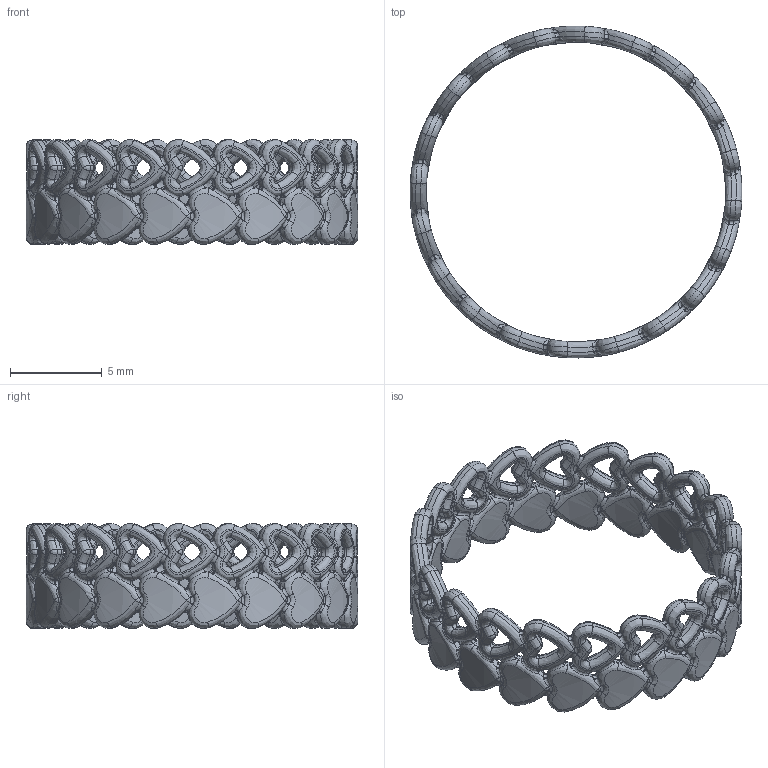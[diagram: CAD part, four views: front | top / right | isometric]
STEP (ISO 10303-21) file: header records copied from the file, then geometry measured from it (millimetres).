
FILE_DESCRIPTION(('FreeCAD Model'),'2;1');
FILE_NAME('Open CASCADE Shape Model','2025-05-04T07:23:08',('FreeCAD'),( 'FreeCAD'),'Open CASCADE STEP processor 7.6','FreeCAD','Unknown');
FILE_SCHEMA(('AUTOMOTIVE_DESIGN { 1 0 10303 214 1 1 1 1 }'));
Products named in the file (1): Open CASCADE STEP translator 7.6 1
Bounding box: 18.12 x 18.12 x 5.72 mm (x, y, z)
Volume: 191.7 mm3; surface area: 686.3 mm2
Topology: 1 solids, 1 shells, 2240 faces, 5400 edges, 3080 vertices
Faces by surface type: bspline 2240
Entity records: 149309 total; most frequent: CARTESIAN_POINT 119496, ORIENTED_EDGE 10800, EDGE_CURVE 5400, B_SPLINE_CURVE_WITH_KNOTS 3676, VERTEX_POINT 3080, FACE_BOUND 2280, EDGE_LOOP 2280, ADVANCED_FACE 2240
